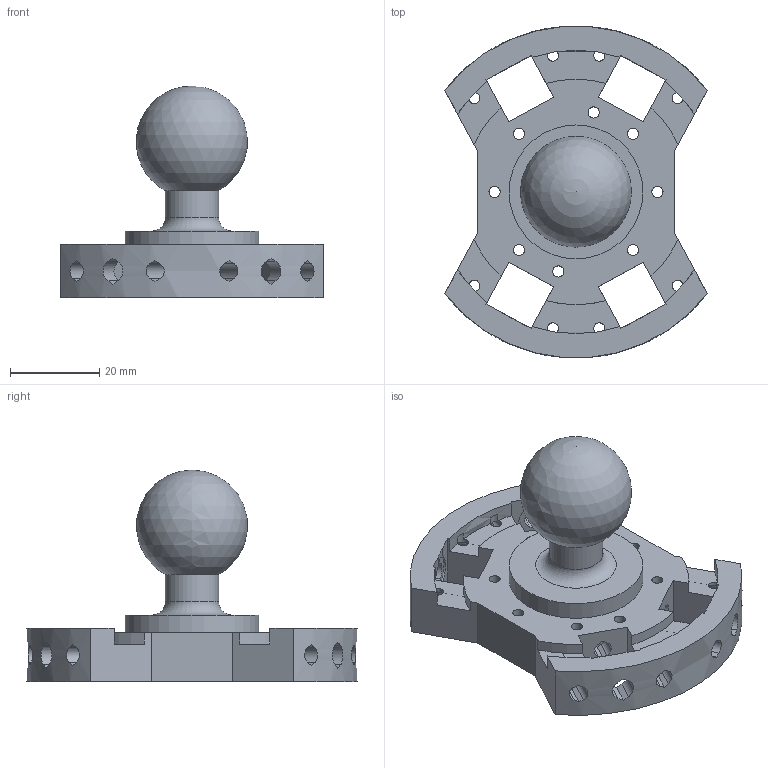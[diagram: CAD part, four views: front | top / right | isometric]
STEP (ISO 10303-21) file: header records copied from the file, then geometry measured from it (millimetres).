
FILE_DESCRIPTION(/* description */ (''),/* implementation_level */ '2;1');
FILE_NAME(/* name */ 'Center.step',/* time_stamp */ '2026-01-02T00:28:23+01:00',/* author */ (''),/* organization */ (''),/* preprocessor_version */ 'ST-DEVELOPER v20.1',/* originating_system */ 'Autodesk Translation Framework v14.21.0.0',/* authorisation */ '');
FILE_SCHEMA (('AUTOMOTIVE_DESIGN { 1 0 10303 214 3 1 1 }'));
Length unit declared in the file: millimetre
Products named in the file (2): TabletHolderAssembly_NokiaT10; Center
Assembly tree (1 placements, depth 2):
  TabletHolderAssembly_NokiaT10
    Center
Bounding box: 58.84 x 74.14 x 47.5 mm (x, y, z)
Volume: 37972.7 mm3; surface area: 18104.9 mm2
Topology: 1 solids, 1 shells, 715 faces, 2065 edges, 1374 vertices
Faces by surface type: plane 324, bspline 290, cylinder 91, cone 8, torus 1, sphere 1
Full cylindrical faces by diameter (mm): 2.5 x24, 3.5 x2, 4.5 x8, 10 x1, 12 x1, 30 x1
Entity records: 26937 total; most frequent: CARTESIAN_POINT 9830, ORIENTED_EDGE 4128, DIRECTION 2547, EDGE_CURVE 2064, VERTEX_POINT 1374, LINE 1117, VECTOR 1117, EDGE_LOOP 806
